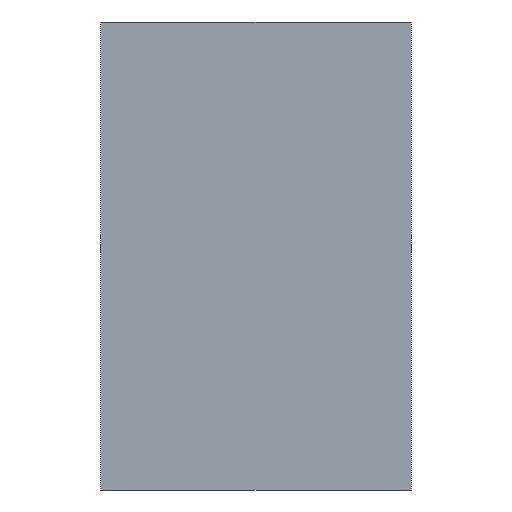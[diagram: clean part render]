
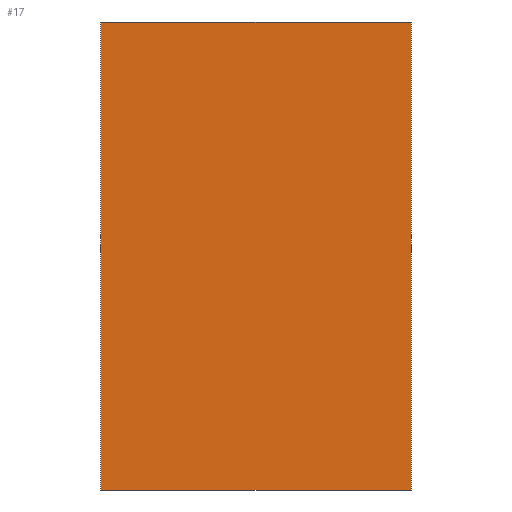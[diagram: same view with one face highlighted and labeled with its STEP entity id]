
A CAD part, front view. The second image highlights one B-rep face of the part: STEP entity #17.
In plain terms, the highlighted planar face has unit normal (0, -1, 0).
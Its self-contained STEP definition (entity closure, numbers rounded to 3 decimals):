
#17=ADVANCED_FACE('',(#23),#92,.T.);
#23=FACE_OUTER_BOUND('',#29,.T.);
#29=EDGE_LOOP('',(#35,#36,#37,#38));
#35=ORIENTED_EDGE('',*,*,#59,.T.);
#36=ORIENTED_EDGE('',*,*,#60,.T.);
#37=ORIENTED_EDGE('',*,*,#61,.F.);
#38=ORIENTED_EDGE('',*,*,#62,.F.);
#59=EDGE_CURVE('',#84,#85,#71,.T.);
#60=EDGE_CURVE('',#85,#86,#72,.T.);
#61=EDGE_CURVE('',#87,#86,#73,.T.);
#62=EDGE_CURVE('',#84,#87,#74,.T.);
#71=B_SPLINE_CURVE_WITH_KNOTS('',1,(#221,#222),.UNSPECIFIED.,.F.,.F.,(2,
2),(0.,33.5),.UNSPECIFIED.);
#72=B_SPLINE_CURVE_WITH_KNOTS('',1,(#223,#224),.UNSPECIFIED.,.F.,.F.,(2,
2),(0.,50.5),.UNSPECIFIED.);
#73=B_SPLINE_CURVE_WITH_KNOTS('',1,(#225,#226),.UNSPECIFIED.,.F.,.F.,(2,
2),(0.,33.5),.UNSPECIFIED.);
#74=B_SPLINE_CURVE_WITH_KNOTS('',1,(#227,#228),.UNSPECIFIED.,.F.,.F.,(2,
2),(0.,50.5),.UNSPECIFIED.);
#84=VERTEX_POINT('',#213);
#85=VERTEX_POINT('',#214);
#86=VERTEX_POINT('',#215);
#87=VERTEX_POINT('',#216);
#92=PLANE('',#186);
#186=AXIS2_PLACEMENT_3D('',#207,#196,$);
#196=DIRECTION('',(0.,-1.,0.));
#207=CARTESIAN_POINT('',(0.,0.,0.));
#213=CARTESIAN_POINT('',(0.,0.,0.));
#214=CARTESIAN_POINT('',(33.5,0.,0.));
#215=CARTESIAN_POINT('',(33.5,0.,50.5));
#216=CARTESIAN_POINT('',(0.,0.,50.5));
#221=CARTESIAN_POINT('',(0.,0.,0.));
#222=CARTESIAN_POINT('',(33.5,0.,0.));
#223=CARTESIAN_POINT('',(33.5,0.,0.));
#224=CARTESIAN_POINT('',(33.5,0.,50.5));
#225=CARTESIAN_POINT('',(0.,0.,50.5));
#226=CARTESIAN_POINT('',(33.5,0.,50.5));
#227=CARTESIAN_POINT('',(0.,0.,0.));
#228=CARTESIAN_POINT('',(0.,0.,50.5));
